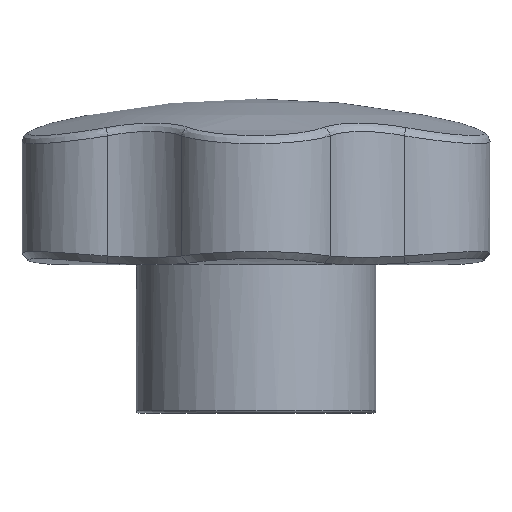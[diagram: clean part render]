
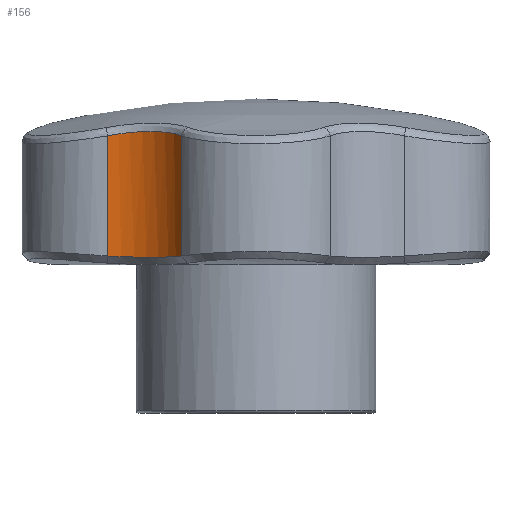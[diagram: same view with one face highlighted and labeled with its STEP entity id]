
A CAD part, front view. The second image highlights one B-rep face of the part: STEP entity #156.
In plain terms, the highlighted cylindrical face has radius 15 mm (diameter 30 mm), a partial arc.
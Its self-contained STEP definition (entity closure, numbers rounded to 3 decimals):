
#156 = ADVANCED_FACE( '', ( #347 ), #348, .F. );
#347 = FACE_OUTER_BOUND( '', #1299, .T. );
#348 = CYLINDRICAL_SURFACE( '', #1300, 15. );
#1299 = EDGE_LOOP( '', ( #3945, #3946, #3947, #3948 ) );
#1300 = AXIS2_PLACEMENT_3D( '', #3949, #3950, #3951 );
#3945 = ORIENTED_EDGE( '', *, *, #4379, .T. );
#3946 = ORIENTED_EDGE( '', *, *, #4380, .T. );
#3947 = ORIENTED_EDGE( '', *, *, #4375, .F. );
#3948 = ORIENTED_EDGE( '', *, *, #4381, .T. );
#3949 = CARTESIAN_POINT( '', ( -25.981, -45., 60. ) );
#3950 = DIRECTION( '', ( 0., 0., 1. ) );
#3951 = DIRECTION( '', ( -1., 0., 0. ) );
#4375 = EDGE_CURVE( '', #4691, #4613, #4692, .T. );
#4379 = EDGE_CURVE( '', #4696, #4697, #4698, .T. );
#4380 = EDGE_CURVE( '', #4697, #4613, #4699, .T. );
#4381 = EDGE_CURVE( '', #4691, #4696, #4700, .T. );
#4613 = VERTEX_POINT( '', #5855 );
#4691 = VERTEX_POINT( '', #6270 );
#4692 = LINE( '', #6271, #6272 );
#4696 = VERTEX_POINT( '', #6350 );
#4697 = VERTEX_POINT( '', #6351 );
#4698 = LINE( '', #6352, #6353 );
#4699 = B_SPLINE_CURVE_WITH_KNOTS( '', 3, ( #6354, #6355, #6356, #6357, #6358, #6359, #6360, #6361, #6362, #6363, #6364, #6365, #6366, #6367, #6368, #6369, #6370, #6371, #6372, #6373, #6374, #6375, #6376, #6377, #6378, #6379, #6380, #6381 ), .UNSPECIFIED., .F., .F., ( 4, 1, 1, 1, 1, 1, 1, 1, 1, 1, 1, 1, 1, 1, 1, 1, 1, 1, 1, 1, 1, 1, 1, 1, 1, 4 ), ( 0., 0.024, 0.048, 0.074, 0.1, 0.128, 0.157, 0.186, 0.217, 0.249, 0.282, 0.315, 0.35, 0.386, 0.423, 0.461, 0.5, 0.569, 0.634, 0.696, 0.755, 0.811, 0.863, 0.912, 0.958, 1. ), .UNSPECIFIED. );
#4700 = B_SPLINE_CURVE_WITH_KNOTS( '', 3, ( #6382, #6383, #6384, #6385, #6386, #6387, #6388, #6389, #6390, #6391, #6392, #6393, #6394, #6395, #6396, #6397, #6398, #6399, #6400, #6401, #6402, #6403, #6404, #6405, #6406, #6407, #6408, #6409, #6410, #6411, #6412, #6413, #6414, #6415, #6416, #6417, #6418, #6419, #6420, #6421, #6422 ), .UNSPECIFIED., .F., .F., ( 4, 2, 2, 2, 1, 2, 1, 1, 2, 2, 2, 2, 1, 1, 2, 1, 1, 1, 2, 2, 1, 1, 2, 1, 1, 1, 4 ), ( 0., 0.001, 0.001, 0.001, 0.001, 0.002, 0.003, 0.004, 0.005, 0.006, 0.006, 0.006, 0.006, 0.006, 0.007, 0.008, 0.009, 0.01, 0.011, 0.011, 0.011, 0.011, 0.012, 0.013, 0.014, 0.015, 0.016 ), .UNSPECIFIED. );
#5855 = CARTESIAN_POINT( '', ( -12.99, -37.5, 27.504 ) );
#6270 = CARTESIAN_POINT( '', ( -12.99, -37.5, 48.542 ) );
#6271 = CARTESIAN_POINT( '', ( -12.99, -37.5, 60. ) );
#6272 = VECTOR( '', #7872, 1000. );
#6350 = CARTESIAN_POINT( '', ( -25.981, -30., 48.542 ) );
#6351 = CARTESIAN_POINT( '', ( -25.981, -30., 27.504 ) );
#6352 = CARTESIAN_POINT( '', ( -25.981, -30., 60. ) );
#6353 = VECTOR( '', #7874, 1000. );
#6354 = CARTESIAN_POINT( '', ( -25.981, -30., 27.504 ) );
#6355 = CARTESIAN_POINT( '', ( -25.858, -30.001, 27.495 ) );
#6356 = CARTESIAN_POINT( '', ( -25.607, -30.003, 27.477 ) );
#6357 = CARTESIAN_POINT( '', ( -25.222, -30.018, 27.454 ) );
#6358 = CARTESIAN_POINT( '', ( -24.821, -30.043, 27.432 ) );
#6359 = CARTESIAN_POINT( '', ( -24.405, -30.081, 27.411 ) );
#6360 = CARTESIAN_POINT( '', ( -23.974, -30.133, 27.392 ) );
#6361 = CARTESIAN_POINT( '', ( -23.529, -30.199, 27.375 ) );
#6362 = CARTESIAN_POINT( '', ( -23.07, -30.283, 27.36 ) );
#6363 = CARTESIAN_POINT( '', ( -22.598, -30.384, 27.346 ) );
#6364 = CARTESIAN_POINT( '', ( -22.113, -30.504, 27.334 ) );
#6365 = CARTESIAN_POINT( '', ( -21.617, -30.646, 27.323 ) );
#6366 = CARTESIAN_POINT( '', ( -21.111, -30.809, 27.314 ) );
#6367 = CARTESIAN_POINT( '', ( -20.595, -30.996, 27.307 ) );
#6368 = CARTESIAN_POINT( '', ( -20.072, -31.209, 27.301 ) );
#6369 = CARTESIAN_POINT( '', ( -19.542, -31.448, 27.297 ) );
#6370 = CARTESIAN_POINT( '', ( -19.008, -31.715, 27.294 ) );
#6371 = CARTESIAN_POINT( '', ( -18.339, -32.083, 27.293 ) );
#6372 = CARTESIAN_POINT( '', ( -17.571, -32.564, 27.295 ) );
#6373 = CARTESIAN_POINT( '', ( -16.741, -33.17, 27.303 ) );
#6374 = CARTESIAN_POINT( '', ( -15.992, -33.796, 27.316 ) );
#6375 = CARTESIAN_POINT( '', ( -15.323, -34.432, 27.334 ) );
#6376 = CARTESIAN_POINT( '', ( -14.727, -35.07, 27.357 ) );
#6377 = CARTESIAN_POINT( '', ( -14.202, -35.701, 27.385 ) );
#6378 = CARTESIAN_POINT( '', ( -13.742, -36.318, 27.419 ) );
#6379 = CARTESIAN_POINT( '', ( -13.34, -36.913, 27.457 ) );
#6380 = CARTESIAN_POINT( '', ( -13.104, -37.309, 27.489 ) );
#6381 = CARTESIAN_POINT( '', ( -12.99, -37.5, 27.504 ) );
#6382 = CARTESIAN_POINT( '', ( -12.99, -37.5, 48.542 ) );
#6383 = CARTESIAN_POINT( '', ( -13.153, -37.218, 48.606 ) );
#6384 = CARTESIAN_POINT( '', ( -13.326, -36.94, 48.665 ) );
#6385 = CARTESIAN_POINT( '', ( -13.553, -36.6, 48.735 ) );
#6386 = CARTESIAN_POINT( '', ( -13.599, -36.532, 48.749 ) );
#6387 = CARTESIAN_POINT( '', ( -13.669, -36.431, 48.769 ) );
#6388 = CARTESIAN_POINT( '', ( -13.693, -36.398, 48.776 ) );
#6389 = CARTESIAN_POINT( '', ( -13.74, -36.331, 48.789 ) );
#6390 = CARTESIAN_POINT( '', ( -13.858, -36.164, 48.822 ) );
#6391 = CARTESIAN_POINT( '', ( -13.98, -36., 48.854 ) );
#6392 = CARTESIAN_POINT( '', ( -14.278, -35.611, 48.926 ) );
#6393 = CARTESIAN_POINT( '', ( -14.691, -35.107, 49.015 ) );
#6394 = CARTESIAN_POINT( '', ( -15.359, -34.394, 49.125 ) );
#6395 = CARTESIAN_POINT( '', ( -15.835, -33.947, 49.182 ) );
#6396 = CARTESIAN_POINT( '', ( -16.328, -33.514, 49.232 ) );
#6397 = CARTESIAN_POINT( '', ( -16.583, -33.305, 49.252 ) );
#6398 = CARTESIAN_POINT( '', ( -16.878, -33.078, 49.271 ) );
#6399 = CARTESIAN_POINT( '', ( -16.911, -33.052, 49.273 ) );
#6400 = CARTESIAN_POINT( '', ( -16.961, -33.015, 49.276 ) );
#6401 = CARTESIAN_POINT( '', ( -16.977, -33.002, 49.277 ) );
#6402 = CARTESIAN_POINT( '', ( -17.011, -32.978, 49.279 ) );
#6403 = CARTESIAN_POINT( '', ( -17.094, -32.916, 49.284 ) );
#6404 = CARTESIAN_POINT( '', ( -17.311, -32.757, 49.295 ) );
#6405 = CARTESIAN_POINT( '', ( -17.515, -32.616, 49.303 ) );
#6406 = CARTESIAN_POINT( '', ( -17.926, -32.342, 49.315 ) );
#6407 = CARTESIAN_POINT( '', ( -18.484, -31.995, 49.323 ) );
#6408 = CARTESIAN_POINT( '', ( -19.35, -31.533, 49.31 ) );
#6409 = CARTESIAN_POINT( '', ( -20.246, -31.128, 49.273 ) );
#6410 = CARTESIAN_POINT( '', ( -20.863, -30.896, 49.231 ) );
#6411 = CARTESIAN_POINT( '', ( -21.216, -30.777, 49.203 ) );
#6412 = CARTESIAN_POINT( '', ( -21.256, -30.764, 49.2 ) );
#6413 = CARTESIAN_POINT( '', ( -21.334, -30.738, 49.194 ) );
#6414 = CARTESIAN_POINT( '', ( -21.452, -30.7, 49.184 ) );
#6415 = CARTESIAN_POINT( '', ( -21.728, -30.614, 49.159 ) );
#6416 = CARTESIAN_POINT( '', ( -21.965, -30.547, 49.136 ) );
#6417 = CARTESIAN_POINT( '', ( -22.44, -30.42, 49.086 ) );
#6418 = CARTESIAN_POINT( '', ( -23.076, -30.273, 49.013 ) );
#6419 = CARTESIAN_POINT( '', ( -24.037, -30.116, 48.88 ) );
#6420 = CARTESIAN_POINT( '', ( -25.005, -30.021, 48.724 ) );
#6421 = CARTESIAN_POINT( '', ( -25.655, -30., 48.605 ) );
#6422 = CARTESIAN_POINT( '', ( -25.981, -30., 48.542 ) );
#7872 = DIRECTION( '', ( 0., 0., -1. ) );
#7874 = DIRECTION( '', ( 0., 0., -1. ) );
